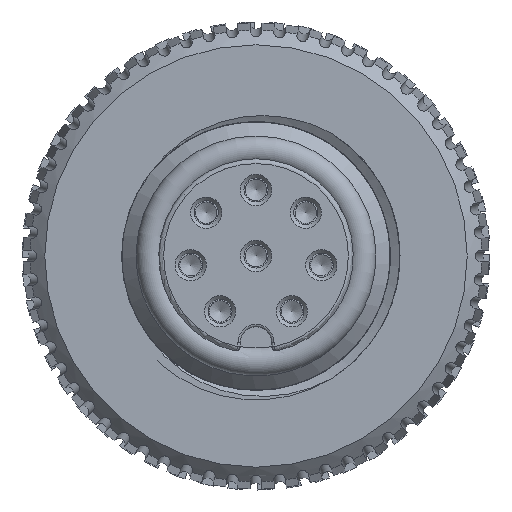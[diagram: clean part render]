
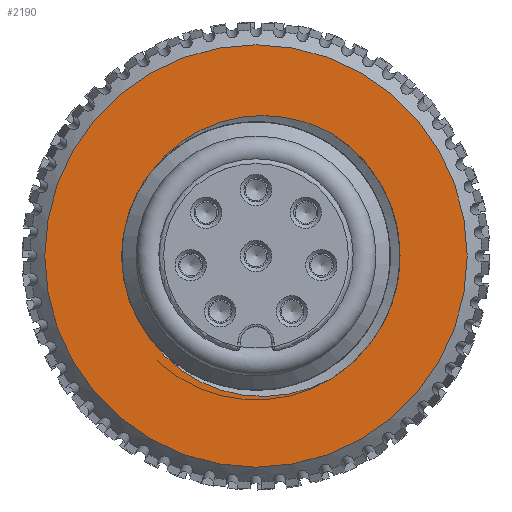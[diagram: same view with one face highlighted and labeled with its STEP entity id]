
A CAD part, left-side view. The second image highlights one B-rep face of the part: STEP entity #2190.
In plain terms, the highlighted planar face has unit normal (-1, 0, 0).
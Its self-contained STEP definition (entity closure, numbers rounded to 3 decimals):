
#2190=ADVANCED_FACE('',(#3025,#3026),#2773,.F.);
#2773=PLANE('',#10016);
#3025=FACE_BOUND('',#3174,.T.);
#3026=FACE_BOUND('',#3175,.T.);
#3174=EDGE_LOOP('',(#4135,#4136,#4137,#4138));
#3175=EDGE_LOOP('',(#4139));
#3827=B_SPLINE_CURVE_WITH_KNOTS('',3,(#14057,#14058,#14059,#14060,#14061,
#14062),.UNSPECIFIED.,.F.,.F.,(4,2,4),(0.,0.5,1.),.UNSPECIFIED.);
#3828=B_SPLINE_CURVE_WITH_KNOTS('',3,(#14066,#14067,#14068,#14069,#14070,
#14071),.UNSPECIFIED.,.F.,.F.,(4,2,4),(0.,0.5,1.),.UNSPECIFIED.);
#4135=ORIENTED_EDGE('',*,*,#8036,.T.);
#4136=ORIENTED_EDGE('',*,*,#8037,.T.);
#4137=ORIENTED_EDGE('',*,*,#8038,.F.);
#4138=ORIENTED_EDGE('',*,*,#8039,.T.);
#4139=ORIENTED_EDGE('',*,*,#8040,.T.);
#7071=VERTEX_POINT('',#14055);
#7072=VERTEX_POINT('',#14056);
#7073=VERTEX_POINT('',#14063);
#7074=VERTEX_POINT('',#14065);
#7075=VERTEX_POINT('',#14073);
#8036=EDGE_CURVE('',#7071,#7072,#9504,.T.);
#8037=EDGE_CURVE('',#7072,#7073,#3827,.T.);
#8038=EDGE_CURVE('',#7074,#7073,#9505,.T.);
#8039=EDGE_CURVE('',#7074,#7071,#3828,.T.);
#8040=EDGE_CURVE('',#7075,#7075,#9506,.T.);
#9504=CIRCLE('',#10013,6.);
#9505=CIRCLE('',#10014,5.6);
#9506=CIRCLE('',#10015,8.8);
#10013=AXIS2_PLACEMENT_3D('',#14054,#11167,#11168);
#10014=AXIS2_PLACEMENT_3D('',#14064,#11169,#11170);
#10015=AXIS2_PLACEMENT_3D('',#14072,#11171,#11172);
#10016=AXIS2_PLACEMENT_3D('',#14074,#11173,#11174);
#11167=DIRECTION('',(1.,0.,0.));
#11168=DIRECTION('',(0.,0.,-1.));
#11169=DIRECTION('',(-1.,0.,0.));
#11170=DIRECTION('',(0.,0.,-1.));
#11171=DIRECTION('',(-1.,0.,0.));
#11172=DIRECTION('',(0.,0.,-1.));
#11173=DIRECTION('',(1.,0.,0.));
#11174=DIRECTION('',(0.,0.,1.));
#14054=CARTESIAN_POINT('',(5.5,0.,0.));
#14055=CARTESIAN_POINT('',(5.5,-3.133,5.117));
#14056=CARTESIAN_POINT('',(5.5,-3.133,-5.117));
#14057=CARTESIAN_POINT('',(5.5,-3.133,-5.117));
#14058=CARTESIAN_POINT('',(5.5,-1.893,-5.8));
#14059=CARTESIAN_POINT('',(5.5,-0.416,-6.019));
#14060=CARTESIAN_POINT('',(5.5,2.313,-5.432));
#14061=CARTESIAN_POINT('',(5.5,3.572,-4.625));
#14062=CARTESIAN_POINT('',(5.5,4.394,-3.472));
#14063=CARTESIAN_POINT('',(5.5,4.394,-3.472));
#14064=CARTESIAN_POINT('',(5.5,0.,0.));
#14065=CARTESIAN_POINT('',(5.5,4.394,3.472));
#14066=CARTESIAN_POINT('',(5.5,4.394,3.472));
#14067=CARTESIAN_POINT('',(5.5,3.572,4.625));
#14068=CARTESIAN_POINT('',(5.5,2.312,5.433));
#14069=CARTESIAN_POINT('',(5.5,-0.419,6.019));
#14070=CARTESIAN_POINT('',(5.5,-1.893,5.8));
#14071=CARTESIAN_POINT('',(5.5,-3.133,5.117));
#14072=CARTESIAN_POINT('',(5.5,0.,0.));
#14073=CARTESIAN_POINT('',(5.5,0.,-8.8));
#14074=CARTESIAN_POINT('',(5.5,0.,0.));
